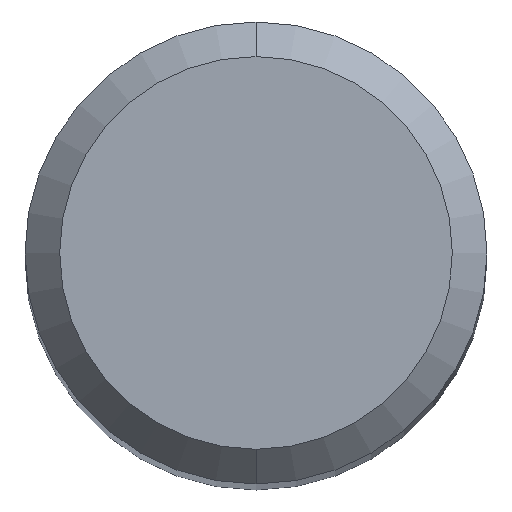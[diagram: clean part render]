
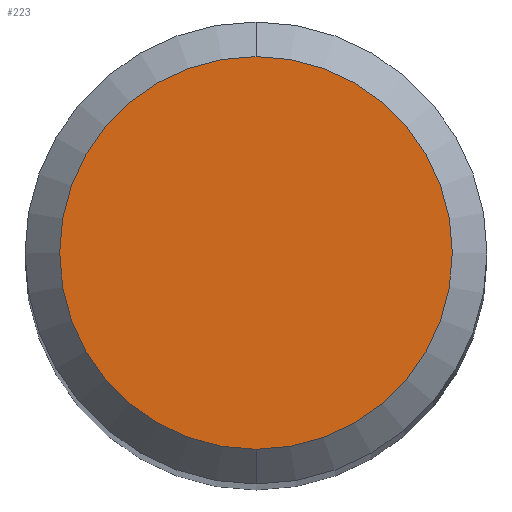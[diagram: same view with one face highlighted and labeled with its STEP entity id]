
A CAD part, top view. The second image highlights one B-rep face of the part: STEP entity #223.
In plain terms, the highlighted planar face has unit normal (0, 0, 1).
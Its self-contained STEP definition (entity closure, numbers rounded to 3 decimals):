
#187=EDGE_CURVE('',#419,#455,#495,.T.);
#223=ADVANCED_FACE('',(#536),#537,.T.);
#343=EDGE_CURVE('',#455,#419,#669,.T.);
#419=VERTEX_POINT('',#752);
#455=VERTEX_POINT('',#790);
#495=CIRCLE('',#827,1.7);
#536=FACE_OUTER_BOUND('',#883,.T.);
#537=PLANE('',#884);
#669=CIRCLE('',#1094,1.7);
#752=CARTESIAN_POINT('',(0.0,1.7,0.0));
#790=CARTESIAN_POINT('',(0.,-1.7,0.0));
#827=AXIS2_PLACEMENT_3D('',#1454,#1455,#1456);
#883=EDGE_LOOP('',(#1519,#1520));
#884=AXIS2_PLACEMENT_3D('',#1521,#1522,#1523);
#1094=AXIS2_PLACEMENT_3D('',#1658,#1659,#1660);
#1454=CARTESIAN_POINT('',(0.0,0.0,0.0));
#1455=DIRECTION('',(0.0,0.0,-1.0));
#1456=DIRECTION('',(0.0,1.0,0.0));
#1519=ORIENTED_EDGE('',*,*,#187,.F.);
#1520=ORIENTED_EDGE('',*,*,#343,.F.);
#1521=CARTESIAN_POINT('',(0.0,0.85,0.0));
#1522=DIRECTION('',(-0.0,0.0,1.0));
#1523=DIRECTION('',(0.0,-1.0,0.0));
#1658=CARTESIAN_POINT('',(0.0,0.0,0.0));
#1659=DIRECTION('',(0.0,0.0,-1.0));
#1660=DIRECTION('',(0.0,1.0,0.0));
